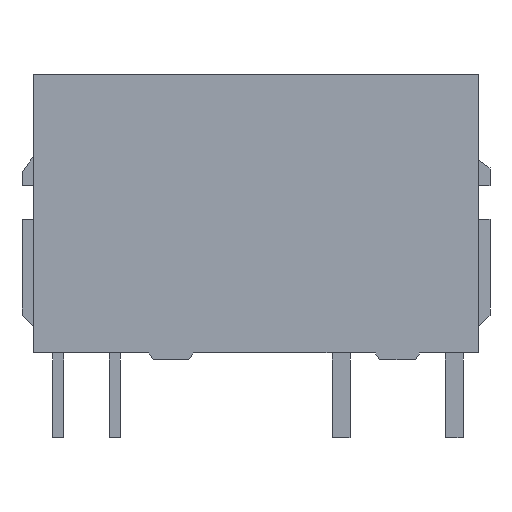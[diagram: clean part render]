
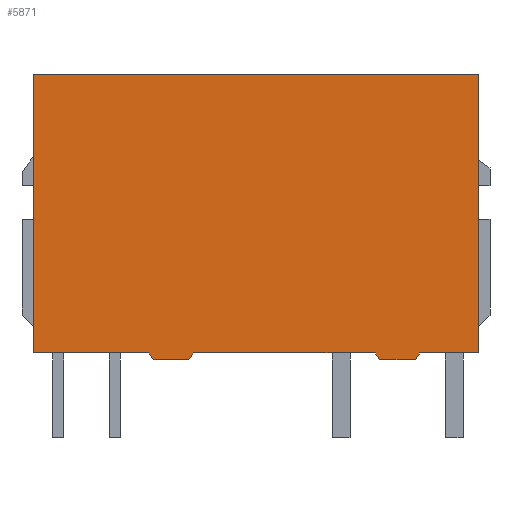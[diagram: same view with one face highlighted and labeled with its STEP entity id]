
A CAD part, front view. The second image highlights one B-rep face of the part: STEP entity #5871.
In plain terms, the highlighted planar face has unit normal (0, -1, 0).
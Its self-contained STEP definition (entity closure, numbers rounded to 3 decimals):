
#596=FACE_OUTER_BOUND('',#954,.T.);
#954=EDGE_LOOP('',(#4223,#4224,#4225,#4226,#4227,#4228,#4229,#4230,#4231,
#4232,#4233,#4234));
#1277=LINE('',#7253,#1835);
#1346=LINE('',#8896,#1904);
#1350=LINE('',#8904,#1908);
#1354=LINE('',#8912,#1912);
#1378=LINE('',#8959,#1936);
#1397=LINE('',#8996,#1955);
#1403=LINE('',#9008,#1961);
#1407=LINE('',#9014,#1965);
#1413=LINE('',#9026,#1971);
#1419=LINE('',#9038,#1977);
#1423=LINE('',#9044,#1981);
#1424=LINE('',#9046,#1982);
#1835=VECTOR('',#6368,1000.);
#1904=VECTOR('',#6439,1000.);
#1908=VECTOR('',#6443,1000.);
#1912=VECTOR('',#6447,1000.);
#1936=VECTOR('',#6473,1000.);
#1955=VECTOR('',#6496,1000.);
#1961=VECTOR('',#6506,1000.);
#1965=VECTOR('',#6514,1000.);
#1971=VECTOR('',#6524,1000.);
#1977=VECTOR('',#6534,1000.);
#1981=VECTOR('',#6542,1000.);
#1982=VECTOR('',#6545,1000.);
#2393=VERTEX_POINT('',#7250);
#2394=VERTEX_POINT('',#7252);
#2599=VERTEX_POINT('',#8893);
#2600=VERTEX_POINT('',#8895);
#2603=VERTEX_POINT('',#8901);
#2604=VERTEX_POINT('',#8903);
#2607=VERTEX_POINT('',#8909);
#2608=VERTEX_POINT('',#8911);
#2646=VERTEX_POINT('',#8993);
#2650=VERTEX_POINT('',#9005);
#2654=VERTEX_POINT('',#9023);
#2658=VERTEX_POINT('',#9035);
#2993=EDGE_CURVE('',#2394,#2393,#1277,.T.);
#3199=EDGE_CURVE('',#2600,#2599,#1346,.T.);
#3203=EDGE_CURVE('',#2604,#2603,#1350,.T.);
#3207=EDGE_CURVE('',#2608,#2607,#1354,.T.);
#3231=EDGE_CURVE('',#2393,#2608,#1378,.T.);
#3250=EDGE_CURVE('',#2646,#2600,#1397,.T.);
#3256=EDGE_CURVE('',#2650,#2646,#1403,.T.);
#3260=EDGE_CURVE('',#2603,#2650,#1407,.T.);
#3266=EDGE_CURVE('',#2654,#2604,#1413,.T.);
#3272=EDGE_CURVE('',#2658,#2654,#1419,.T.);
#3276=EDGE_CURVE('',#2607,#2658,#1423,.T.);
#3277=EDGE_CURVE('',#2599,#2394,#1424,.T.);
#4223=ORIENTED_EDGE('',*,*,#3231,.T.);
#4224=ORIENTED_EDGE('',*,*,#3207,.T.);
#4225=ORIENTED_EDGE('',*,*,#3276,.T.);
#4226=ORIENTED_EDGE('',*,*,#3272,.T.);
#4227=ORIENTED_EDGE('',*,*,#3266,.T.);
#4228=ORIENTED_EDGE('',*,*,#3203,.T.);
#4229=ORIENTED_EDGE('',*,*,#3260,.T.);
#4230=ORIENTED_EDGE('',*,*,#3256,.T.);
#4231=ORIENTED_EDGE('',*,*,#3250,.T.);
#4232=ORIENTED_EDGE('',*,*,#3199,.T.);
#4233=ORIENTED_EDGE('',*,*,#3277,.T.);
#4234=ORIENTED_EDGE('',*,*,#2993,.T.);
#5709=PLANE('',#6218);
#5871=ADVANCED_FACE('',(#596),#5709,.T.);
#6218=AXIS2_PLACEMENT_3D('',#9073,#6561,#6562);
#6368=DIRECTION('',(-1.,0.,0.));
#6439=DIRECTION('',(1.,0.,0.));
#6443=DIRECTION('',(1.,0.,0.));
#6447=DIRECTION('',(1.,0.,0.));
#6473=DIRECTION('',(0.,0.,-1.));
#6496=DIRECTION('',(0.555,0.,0.832));
#6506=DIRECTION('',(1.,0.,0.));
#6514=DIRECTION('',(0.555,0.,-0.832));
#6524=DIRECTION('',(0.555,0.,0.832));
#6534=DIRECTION('',(1.,0.,0.));
#6542=DIRECTION('',(0.555,0.,-0.832));
#6545=DIRECTION('',(0.,0.,1.));
#6561=DIRECTION('center_axis',(0.,-1.,0.));
#6562=DIRECTION('ref_axis',(1.,0.,0.));
#7250=CARTESIAN_POINT('',(-10.,-2.5,12.8));
#7252=CARTESIAN_POINT('',(10.,-2.5,12.8));
#7253=CARTESIAN_POINT('',(-10.,-2.5,12.8));
#8893=CARTESIAN_POINT('',(10.,-2.5,0.3));
#8895=CARTESIAN_POINT('',(7.35,-2.5,0.3));
#8896=CARTESIAN_POINT('',(7.35,-2.5,0.3));
#8901=CARTESIAN_POINT('',(5.35,-2.5,0.3));
#8903=CARTESIAN_POINT('',(-2.81,-2.5,0.3));
#8904=CARTESIAN_POINT('',(-2.81,-2.5,0.3));
#8909=CARTESIAN_POINT('',(-4.81,-2.5,0.3));
#8911=CARTESIAN_POINT('',(-10.,-2.5,0.3));
#8912=CARTESIAN_POINT('',(-10.,-2.5,0.3));
#8959=CARTESIAN_POINT('',(-10.,-2.5,12.8));
#8993=CARTESIAN_POINT('',(7.15,-2.5,0.));
#8996=CARTESIAN_POINT('',(7.15,-2.5,0.));
#9005=CARTESIAN_POINT('',(5.55,-2.5,0.));
#9008=CARTESIAN_POINT('',(5.55,-2.5,0.));
#9014=CARTESIAN_POINT('',(5.35,-2.5,0.3));
#9023=CARTESIAN_POINT('',(-3.01,-2.5,0.));
#9026=CARTESIAN_POINT('',(-3.01,-2.5,0.));
#9035=CARTESIAN_POINT('',(-4.61,-2.5,0.));
#9038=CARTESIAN_POINT('',(-4.61,-2.5,0.));
#9044=CARTESIAN_POINT('',(-4.81,-2.5,0.3));
#9046=CARTESIAN_POINT('',(10.,-2.5,12.8));
#9073=CARTESIAN_POINT('Origin',(0.,-2.5,0.));
